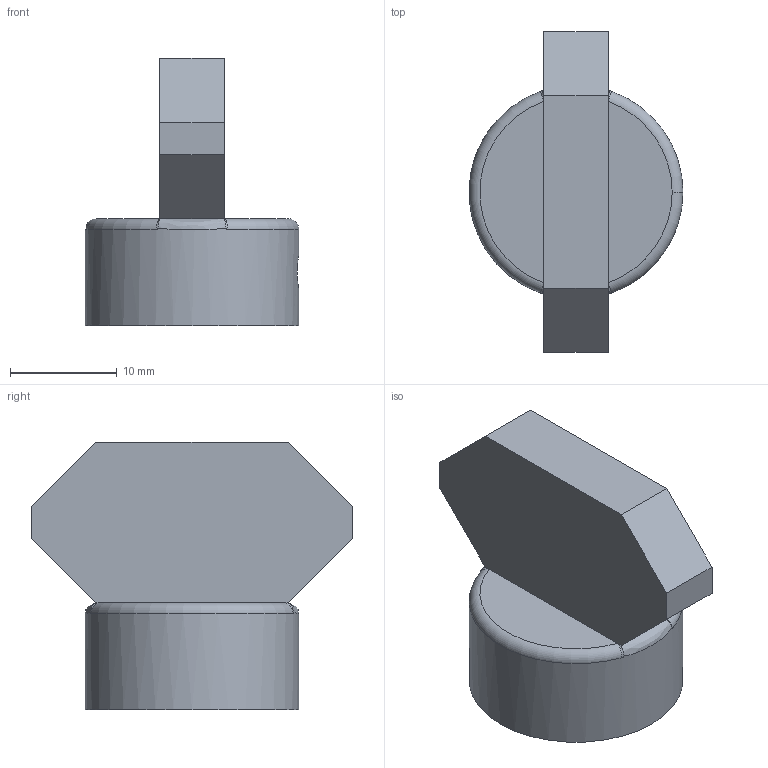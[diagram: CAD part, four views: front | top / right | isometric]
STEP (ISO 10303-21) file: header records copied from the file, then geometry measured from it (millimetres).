
FILE_DESCRIPTION(('FreeCAD Model'),'2;1');
FILE_NAME('AdjustWheel.step', '2016-04-18T18:28:46',('Author'),(''), 'Open CASCADE STEP processor 6.8','FreeCAD','Unknown');
FILE_SCHEMA(('AUTOMOTIVE_DESIGN_CC2 { 1 2 10303 214 -1 1 5 4 }'));
Length unit declared in the file: millimetre
Products named in the file (2): ASSEMBLY; Clone_of_AdjustWheel
Assembly tree (1 placements, depth 2):
  ASSEMBLY
    Clone_of_AdjustWheel
Bounding box: 20 x 30 x 25 mm (x, y, z)
Volume: 5004.9 mm3; surface area: 2537.7 mm2
Topology: 1 solids, 1 shells, 32 faces, 82 edges, 52 vertices
Faces by surface type: plane 19, bspline 6, cylinder 4, torus 3
Full cylindrical faces by diameter (mm): 3.4 x2, 5.4 x1, 20 x1
Entity records: 3011 total; most frequent: CARTESIAN_POINT 1476, DIRECTION 237, ORIENTED_EDGE 164, PCURVE 164, DEFINITIONAL_REPRESENTATION 164, LINE 147, VECTOR 147, EDGE_CURVE 82
